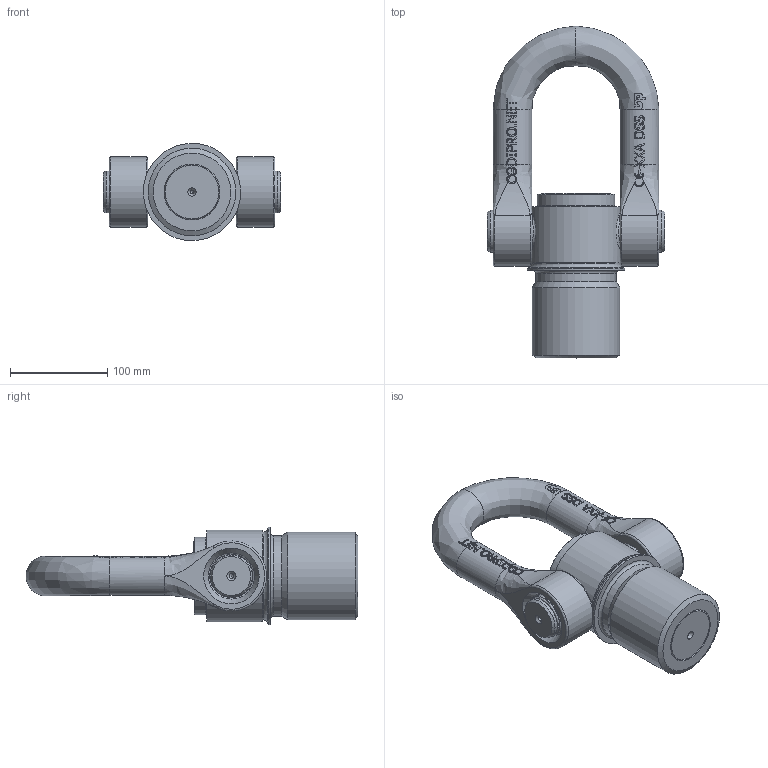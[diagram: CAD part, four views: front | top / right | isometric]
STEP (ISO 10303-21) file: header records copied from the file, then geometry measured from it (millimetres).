
FILE_DESCRIPTION(/* description */ (''),/* implementation_level */ '2;1');
FILE_NAME(/* name */ 'DSS M90 UP.stp',/* time_stamp */ '2017-09-20T08:54:43+02:00',/* author */ ('rklenes'),/* organization */ (''),/* preprocessor_version */ 'ST-DEVELOPER v16.5',/* originating_system */ 'Autodesk Inventor 2017',/* authorisation */ '');
FILE_SCHEMA (('AUTOMOTIVE_DESIGN { 1 0 10303 214 3 1 1 }'));
Length unit declared in the file: millimetre
Products named in the file (7): DSS M90 UP; DSS_N4BISX68; DSM_N4X68_BIS; DSM_M4_BIS; DIN 7993 - A 42; DSA_M64X156_UP; Manchon DSS M90
Assembly tree (7 placements, depth 3):
  DSS M90 UP
    DSS_N4BISX68
      DSM_N4X68_BIS
      DSM_M4_BIS
      DIN 7993 - A 42  x2
    DSA_M64X156_UP
    Manchon DSS M90
Bounding box: 182 x 341 x 99.98 mm (x, y, z)
Volume: 1955268 mm3; surface area: 248093.8 mm2
Topology: 6 solids, 6 shells, 862 faces, 2338 edges, 1545 vertices
Faces by surface type: plane 421, bspline 315, cylinder 79, cone 34, torus 13
Full cylindrical faces by diameter (mm): 4 x1, 4.917 x2, 40 x2, 43 x4, 44.2 x2, 57.505 x1, 64 x4, 64.2 x1, 68 x3, 80 x1, 82.64 x1, 90 x2, 100 x1
Entity records: 31853 total; most frequent: CARTESIAN_POINT 12233, ORIENTED_EDGE 4522, DIRECTION 2988, EDGE_CURVE 2261, VERTEX_POINT 1530, LINE 1208, VECTOR 1208, EDGE_LOOP 985
